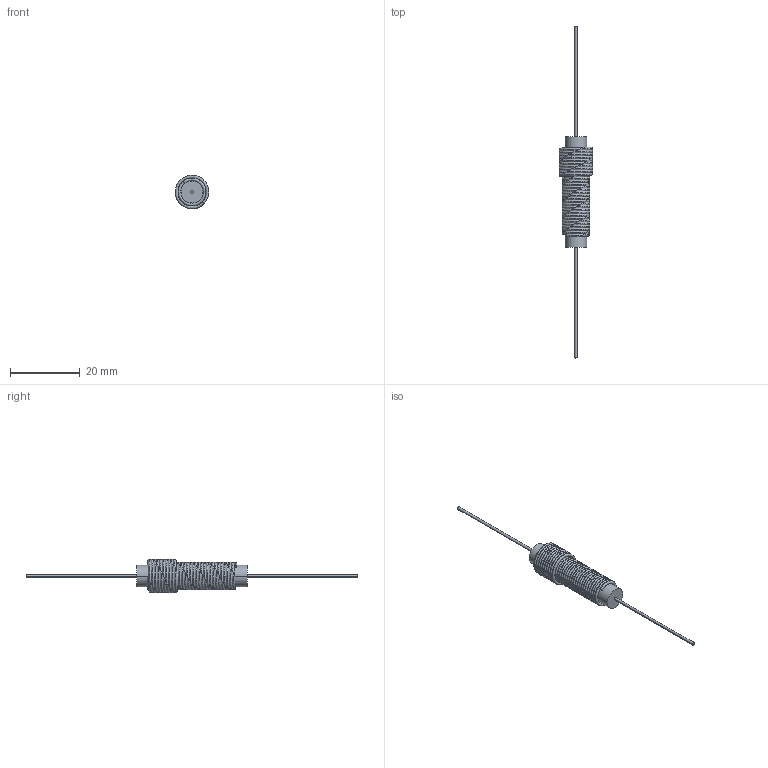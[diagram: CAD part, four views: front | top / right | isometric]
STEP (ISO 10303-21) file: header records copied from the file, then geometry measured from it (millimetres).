
FILE_DESCRIPTION((''),'2;1');
FILE_NAME('5250-RC','2012-08-09T',('ryans'),('Bourns, Inc.'),'PRO/ENGINEER BY PARAMETRIC TECHNOLOGY CORPORATION, 2010100','PRO/ENGINEER BY PARAMETRIC TECHNOLOGY CORPORATION, 2010100','');
FILE_SCHEMA(('CONFIG_CONTROL_DESIGN'));
Length unit declared in the file: millimetre
Products named in the file (1): 5250-RC
Bounding box: 9.65 x 95.25 x 9.65 mm (x, y, z)
Volume: 1512.3 mm3; surface area: 3329 mm2
Topology: 3 solids, 3 shells, 36 faces, 66 edges, 38 vertices
Faces by surface type: bspline 22, plane 8, cylinder 6
Entity records: 19050 total; most frequent: CARTESIAN_POINT 18460, ORIENTED_EDGE 132, EDGE_CURVE 66, DIRECTION 58, B_SPLINE_CURVE_WITH_KNOTS 48, VERTEX_POINT 38, EDGE_LOOP 38, FACE_OUTER_BOUND 36
